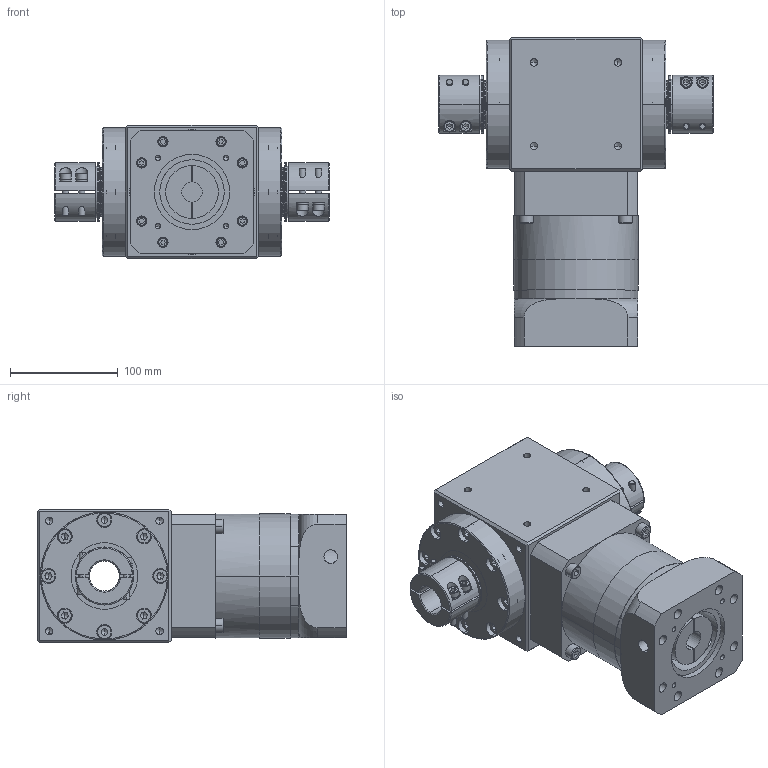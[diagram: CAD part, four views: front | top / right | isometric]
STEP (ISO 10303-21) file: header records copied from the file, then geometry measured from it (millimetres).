
FILE_DESCRIPTION (( 'STEP AP214' ), '1' );
FILE_NAME ('RAH120-L2-XX-D-19-70-90-M6_2019.STEP', '2019-05-13T05:17:06', ( 'Y' ), ( 'NCU' ), 'SwSTEP 2.0', 'SolidWorks 2016', '' );
FILE_SCHEMA (( 'AUTOMOTIVE_DESIGN' ));
Length unit declared in the file: millimetre
Products named in the file (1): RAH120-L2-XX-D-19-70-90-M6_2019
Bounding box: 255 x 286.8 x 124 mm (x, y, z)
Volume: 4169245.9 mm3; surface area: 348931.1 mm2
Topology: 3 solids, 27 shells, 1268 faces, 3000 edges, 1832 vertices
Faces by surface type: plane 658, cylinder 386, cone 142, torus 82
Entity records: 40637 total; most frequent: CARTESIAN_POINT 9973, DIRECTION 6532, ORIENTED_EDGE 5808, EDGE_CURVE 2904, AXIS2_PLACEMENT_3D 2479, VERTEX_POINT 1832, LINE 1574, VECTOR 1574
